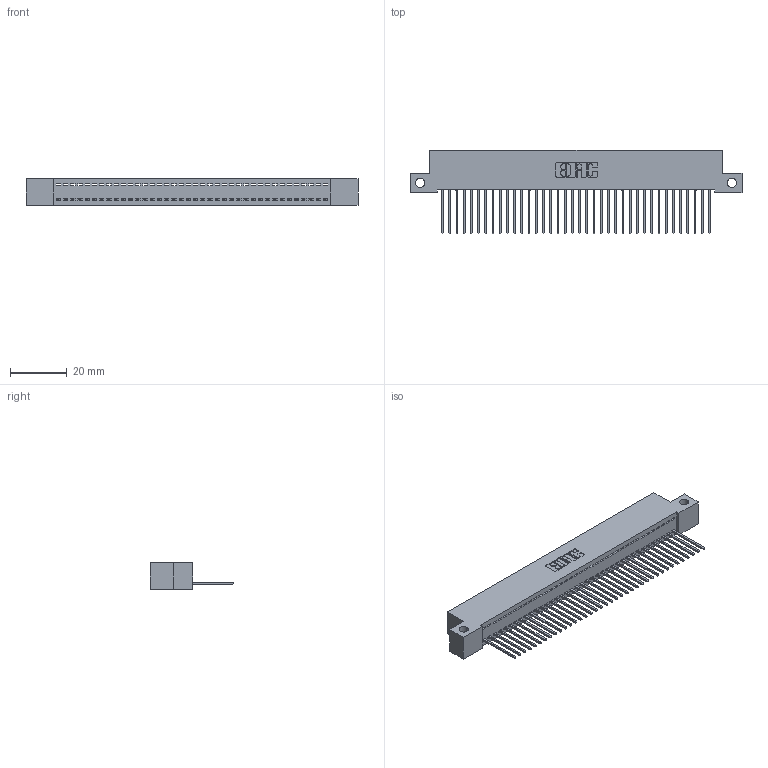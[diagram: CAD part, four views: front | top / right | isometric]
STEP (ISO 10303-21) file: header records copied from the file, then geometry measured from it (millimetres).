
FILE_DESCRIPTION (( 'STEP AP203' ), '1' );
FILE_NAME ('342-038-540-112.STEP', '2018-08-11T22:13:31', ( '' ), ( '' ), 'SwSTEP 2.0', 'SolidWorks 2016', '' );
FILE_SCHEMA (( 'CONFIG_CONTROL_DESIGN' ));
Length unit declared in the file: inch
Products named in the file (3): 342 Part_Side Mount; 345-292-001_345-293-140; 342-038-540-112
Assembly tree (39 placements, depth 2):
  342-038-540-112
    342 Part_Side Mount
    345-292-001_345-293-140  x38
Bounding box: 116.84 x 29.47 x 9.4 mm (x, y, z)
Volume: 10207.3 mm3; surface area: 15107.1 mm2
Topology: 39 solids, 39 shells, 2314 faces, 6987 edges, 4606 vertices
Faces by surface type: plane 1662, cylinder 652
Entity records: 23637 total; most frequent: CARTESIAN_POINT 4084, ORIENTED_EDGE 4058, DIRECTION 3453, EDGE_CURVE 2029, LINE 1901, VECTOR 1901, VERTEX_POINT 1350, AXIS2_PLACEMENT_3D 776
